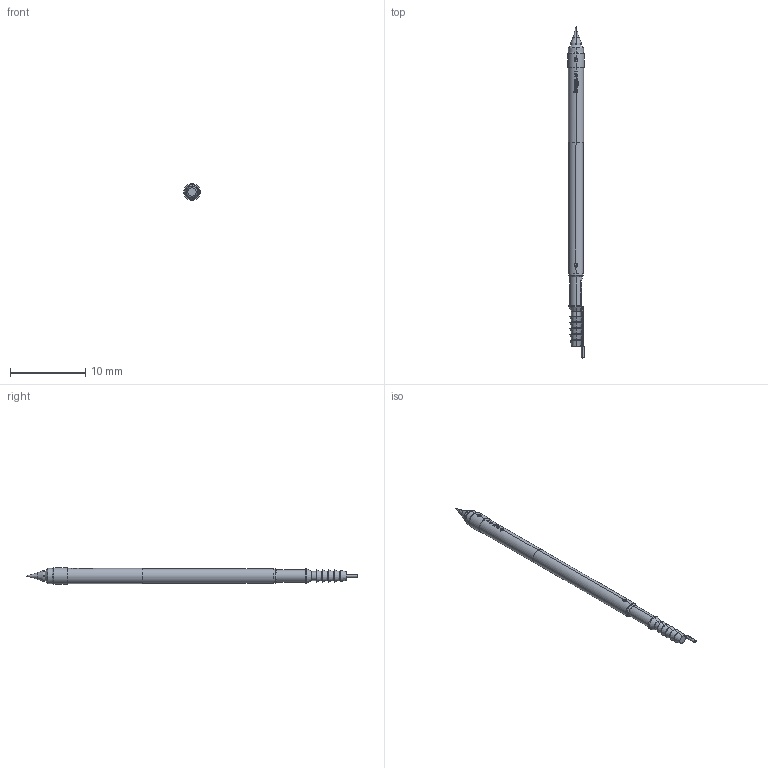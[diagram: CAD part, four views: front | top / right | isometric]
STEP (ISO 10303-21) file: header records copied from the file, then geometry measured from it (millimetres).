
FILE_DESCRIPTION (( 'STEP AP203' ), '1' );
FILE_NAME ('INGUN_PKS-200_201_150_R_xx02_V.STEP', '2022-03-04T09:29:49', ( 'ochi' ), ( '' ), 'SwSTEP 2.0', 'SolidWorks 2018', '' );
FILE_SCHEMA (( 'CONFIG_CONTROL_DESIGN' ));
Length unit declared in the file: millimetre
Products named in the file (1): INGUN_PKS-200_201_150_R_xx02_V
Bounding box: 2.2 x 44.2 x 2.2 mm (x, y, z)
Volume: 113.7 mm3; surface area: 258.8 mm2
Topology: 1 solids, 1 shells, 190 faces, 506 edges, 326 vertices
Faces by surface type: plane 62, cylinder 55, bspline 50, cone 23
Entity records: 7437 total; most frequent: CARTESIAN_POINT 2959, ORIENTED_EDGE 1008, DIRECTION 810, EDGE_CURVE 504, AXIS2_PLACEMENT_3D 331, VERTEX_POINT 326, EDGE_LOOP 208, ADVANCED_FACE 190
